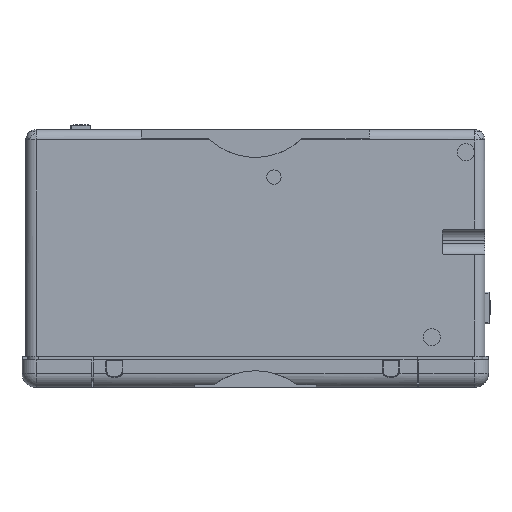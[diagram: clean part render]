
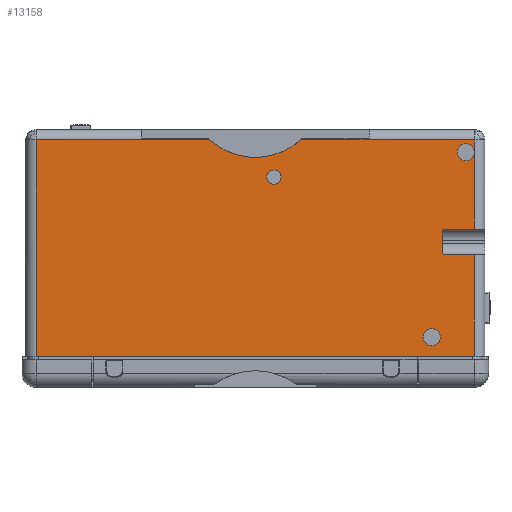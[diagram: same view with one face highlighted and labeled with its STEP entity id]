
A CAD part, front view. The second image highlights one B-rep face of the part: STEP entity #13158.
In plain terms, the highlighted planar face has unit normal (0, -1, 0).
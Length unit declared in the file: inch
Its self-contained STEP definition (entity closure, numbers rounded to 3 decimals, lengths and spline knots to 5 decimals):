
#279=CIRCLE('',#13720,0.07813);
#406=CIRCLE('',#13978,0.09375);
#408=CIRCLE('',#13982,0.09375);
#409=CIRCLE('',#13985,0.03125);
#410=CIRCLE('',#13986,0.03125);
#411=CIRCLE('',#13987,0.75);
#710=FACE_BOUND('',#2235,.T.);
#711=FACE_BOUND('',#2236,.T.);
#1437=FACE_OUTER_BOUND('',#2234,.T.);
#2234=EDGE_LOOP('',(#10420,#10421,#10422,#10423,#10424,#10425,#10426,#10427,
#10428,#10429,#10430,#10431,#10432,#10433,#10434,#10435));
#2235=EDGE_LOOP('',(#10436));
#2236=EDGE_LOOP('',(#10437));
#3432=LINE('',#21513,#4739);
#3433=LINE('',#21517,#4740);
#3434=LINE('',#21521,#4741);
#3435=LINE('',#21522,#4742);
#3436=LINE('',#21524,#4743);
#3437=LINE('',#21526,#4744);
#3438=LINE('',#21530,#4745);
#3439=LINE('',#21532,#4746);
#3440=LINE('',#21534,#4747);
#3441=LINE('',#21536,#4748);
#3442=LINE('',#21538,#4749);
#3443=LINE('',#21539,#4750);
#4739=VECTOR('',#16329,0.32292);
#4740=VECTOR('',#16332,0.21875);
#4741=VECTOR('',#16335,0.32292);
#4742=VECTOR('',#16336,0.84375);
#4743=VECTOR('',#16337,0.13542);
#4744=VECTOR('',#16338,1.90625);
#4745=VECTOR('',#16341,1.90625);
#4746=VECTOR('',#16342,2.375);
#4747=VECTOR('',#16343,0.625);
#4748=VECTOR('',#16344,3.5625);
#4749=VECTOR('',#16345,0.625);
#4750=VECTOR('',#16346,1.11458);
#5753=VERTEX_POINT('',#20801);
#5978=VERTEX_POINT('',#21501);
#5980=VERTEX_POINT('',#21507);
#5981=VERTEX_POINT('',#21511);
#5982=VERTEX_POINT('',#21512);
#5983=VERTEX_POINT('',#21514);
#5984=VERTEX_POINT('',#21516);
#5985=VERTEX_POINT('',#21518);
#5986=VERTEX_POINT('',#21520);
#5987=VERTEX_POINT('',#21523);
#5988=VERTEX_POINT('',#21525);
#5989=VERTEX_POINT('',#21527);
#5990=VERTEX_POINT('',#21529);
#5991=VERTEX_POINT('',#21531);
#5992=VERTEX_POINT('',#21533);
#5993=VERTEX_POINT('',#21535);
#5994=VERTEX_POINT('',#21537);
#7221=EDGE_CURVE('',#5753,#5753,#279,.T.);
#7565=EDGE_CURVE('',#5978,#5978,#406,.T.);
#7567=EDGE_CURVE('',#5980,#5980,#408,.T.);
#7568=EDGE_CURVE('',#5981,#5982,#3432,.T.);
#7569=EDGE_CURVE('',#5983,#5982,#409,.T.);
#7570=EDGE_CURVE('',#5983,#5984,#3433,.T.);
#7571=EDGE_CURVE('',#5985,#5984,#410,.T.);
#7572=EDGE_CURVE('',#5985,#5986,#3434,.T.);
#7573=EDGE_CURVE('',#5980,#5986,#3435,.T.);
#7574=EDGE_CURVE('',#5987,#5980,#3436,.T.);
#7575=EDGE_CURVE('',#5988,#5987,#3437,.T.);
#7576=EDGE_CURVE('',#5988,#5989,#411,.T.);
#7577=EDGE_CURVE('',#5990,#5989,#3438,.T.);
#7578=EDGE_CURVE('',#5990,#5991,#3439,.T.);
#7579=EDGE_CURVE('',#5991,#5992,#3440,.T.);
#7580=EDGE_CURVE('',#5992,#5993,#3441,.T.);
#7581=EDGE_CURVE('',#5993,#5994,#3442,.T.);
#7582=EDGE_CURVE('',#5981,#5994,#3443,.T.);
#10420=ORIENTED_EDGE('',*,*,#7568,.T.);
#10421=ORIENTED_EDGE('',*,*,#7569,.F.);
#10422=ORIENTED_EDGE('',*,*,#7570,.T.);
#10423=ORIENTED_EDGE('',*,*,#7571,.F.);
#10424=ORIENTED_EDGE('',*,*,#7572,.T.);
#10425=ORIENTED_EDGE('',*,*,#7573,.F.);
#10426=ORIENTED_EDGE('',*,*,#7567,.T.);
#10427=ORIENTED_EDGE('',*,*,#7574,.F.);
#10428=ORIENTED_EDGE('',*,*,#7575,.F.);
#10429=ORIENTED_EDGE('',*,*,#7576,.T.);
#10430=ORIENTED_EDGE('',*,*,#7577,.F.);
#10431=ORIENTED_EDGE('',*,*,#7578,.T.);
#10432=ORIENTED_EDGE('',*,*,#7579,.T.);
#10433=ORIENTED_EDGE('',*,*,#7580,.T.);
#10434=ORIENTED_EDGE('',*,*,#7581,.T.);
#10435=ORIENTED_EDGE('',*,*,#7582,.F.);
#10436=ORIENTED_EDGE('',*,*,#7221,.T.);
#10437=ORIENTED_EDGE('',*,*,#7565,.T.);
#12449=PLANE('',#13984);
#13158=ADVANCED_FACE('',(#1437,#710,#711),#12449,.F.);
#13720=AXIS2_PLACEMENT_3D('',#20802,#15582,#15583);
#13978=AXIS2_PLACEMENT_3D('',#21502,#16315,#16316);
#13982=AXIS2_PLACEMENT_3D('',#21508,#16323,#16324);
#13984=AXIS2_PLACEMENT_3D('',#21510,#16327,#16328);
#13985=AXIS2_PLACEMENT_3D('',#21515,#16330,#16331);
#13986=AXIS2_PLACEMENT_3D('',#21519,#16333,#16334);
#13987=AXIS2_PLACEMENT_3D('',#21528,#16339,#16340);
#15582=DIRECTION('center_axis',(0.,1.,0.));
#15583=DIRECTION('ref_axis',(-1.,0.,0.));
#16315=DIRECTION('center_axis',(0.,1.,0.));
#16316=DIRECTION('ref_axis',(-1.,0.,0.));
#16323=DIRECTION('center_axis',(0.,1.,0.));
#16324=DIRECTION('ref_axis',(-1.,0.,0.));
#16327=DIRECTION('center_axis',(0.,1.,0.));
#16328=DIRECTION('ref_axis',(1.,0.,0.));
#16329=DIRECTION('',(-1.,0.,0.));
#16330=DIRECTION('center_axis',(0.,-1.,0.));
#16331=DIRECTION('ref_axis',(-0.707,0.,-0.707));
#16332=DIRECTION('',(0.,0.,1.));
#16333=DIRECTION('center_axis',(0.,-1.,0.));
#16334=DIRECTION('ref_axis',(-0.707,0.,0.707));
#16335=DIRECTION('',(1.,0.,0.));
#16336=DIRECTION('',(0.,0.,-1.));
#16337=DIRECTION('',(0.,0.,-1.));
#16338=DIRECTION('',(1.,0.,0.));
#16339=DIRECTION('center_axis',(0.,1.,0.));
#16340=DIRECTION('ref_axis',(0.89,0.,0.455));
#16341=DIRECTION('',(1.,0.,0.));
#16342=DIRECTION('',(0.,0.,-1.));
#16343=DIRECTION('',(1.,0.,0.));
#16344=DIRECTION('',(1.,0.,0.));
#16345=DIRECTION('',(1.,0.,0.));
#16346=DIRECTION('',(0.,0.,-1.));
#20801=CARTESIAN_POINT('',(2.38312,0.04167,-0.16911));
#20802=CARTESIAN_POINT('Origin',(2.305,0.04167,-0.16911));
#21501=CARTESIAN_POINT('',(4.13121,0.04167,-1.92789));
#21502=CARTESIAN_POINT('Origin',(4.03746,0.04167,-1.92789));
#21507=CARTESIAN_POINT('',(4.50621,0.04167,0.10336));
#21508=CARTESIAN_POINT('Origin',(4.41246,0.04167,0.10336));
#21510=CARTESIAN_POINT('Origin',(-0.30629,0.04167,
0.39503));
#21511=CARTESIAN_POINT('',(4.50621,0.04167,-1.02164));
#21512=CARTESIAN_POINT('',(4.18329,0.04167,-1.02164));
#21513=CARTESIAN_POINT('',(2.15725,0.04167,-1.02164));
#21514=CARTESIAN_POINT('',(4.15204,0.04167,-0.99039));
#21515=CARTESIAN_POINT('Origin',(4.18329,0.04167,-0.99039));
#21516=CARTESIAN_POINT('',(4.15204,0.04167,-0.77164));
#21517=CARTESIAN_POINT('',(4.15204,0.04167,-0.24299));
#21518=CARTESIAN_POINT('',(4.18329,0.04167,-0.74039));
#21519=CARTESIAN_POINT('Origin',(4.18329,0.04167,-0.77164));
#21520=CARTESIAN_POINT('',(4.50621,0.04167,-0.74039));
#21521=CARTESIAN_POINT('',(2.15725,0.04167,-0.74039));
#21522=CARTESIAN_POINT('',(4.50621,0.04167,0.39503));
#21523=CARTESIAN_POINT('',(4.50621,0.04167,0.23878));
#21524=CARTESIAN_POINT('',(4.50621,0.04167,0.39503));
#21525=CARTESIAN_POINT('',(2.59996,0.04167,0.23878));
#21526=CARTESIAN_POINT('',(4.66246,0.04167,0.23878));
#21527=CARTESIAN_POINT('',(1.59996,0.04167,0.23878));
#21528=CARTESIAN_POINT('Origin',(2.09996,0.04167,0.79779));
#21529=CARTESIAN_POINT('',(-0.30629,0.04167,0.23878));
#21530=CARTESIAN_POINT('',(4.66246,0.04167,0.23878));
#21531=CARTESIAN_POINT('',(-0.30629,0.04167,-2.13622));
#21532=CARTESIAN_POINT('',(-0.30629,0.04167,0.39503));
#21533=CARTESIAN_POINT('',(0.31871,0.04167,-2.13622));
#21534=CARTESIAN_POINT('',(0.89683,0.04167,-2.13622));
#21535=CARTESIAN_POINT('',(3.88121,0.04167,-2.13622));
#21536=CARTESIAN_POINT('',(0.89683,0.04167,-2.13622));
#21537=CARTESIAN_POINT('',(4.50621,0.04167,-2.13622));
#21538=CARTESIAN_POINT('',(0.89683,0.04167,-2.13622));
#21539=CARTESIAN_POINT('',(4.50621,0.04167,0.39503));
